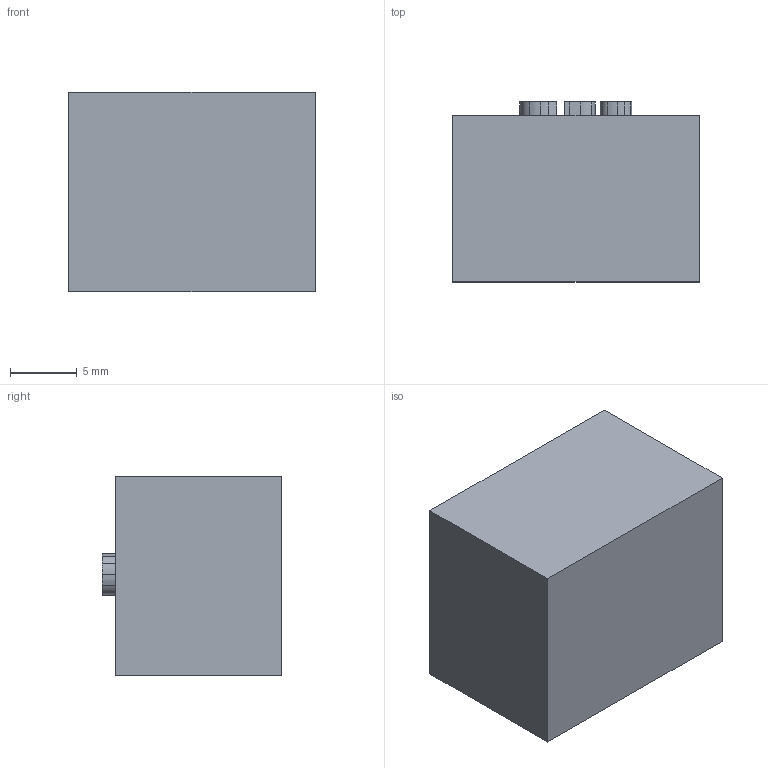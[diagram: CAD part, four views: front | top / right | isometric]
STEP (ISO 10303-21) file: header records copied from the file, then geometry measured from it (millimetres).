
FILE_DESCRIPTION(/* description */ (''),/* implementation_level */ '2;1');
FILE_NAME(/* name */ 'GPS v2.step',/* time_stamp */ '2024-11-24T16:52:36Z',/* author */ (''),/* organization */ (''),/* preprocessor_version */ 'ST-DEVELOPER v20',/* originating_system */ 'Autodesk Translation Framework v13.20.0.188',/* authorisation */ '');
FILE_SCHEMA (('AUTOMOTIVE_DESIGN { 1 0 10303 214 3 1 1 }'));
Length unit declared in the file: millimetre
Products named in the file (1): GPS
Bounding box: 18.5 x 13.5 x 15 mm (x, y, z)
Volume: 3477.8 mm3; surface area: 1441.9 mm2
Topology: 1 solids, 1 shells, 93 faces, 261 edges, 174 vertices
Faces by surface type: bspline 67, plane 26
Entity records: 3638 total; most frequent: CARTESIAN_POINT 1668, ORIENTED_EDGE 522, EDGE_CURVE 261, DIRECTION 181, VERTEX_POINT 174, B_SPLINE_CURVE_WITH_KNOTS 134, LINE 127, VECTOR 127
